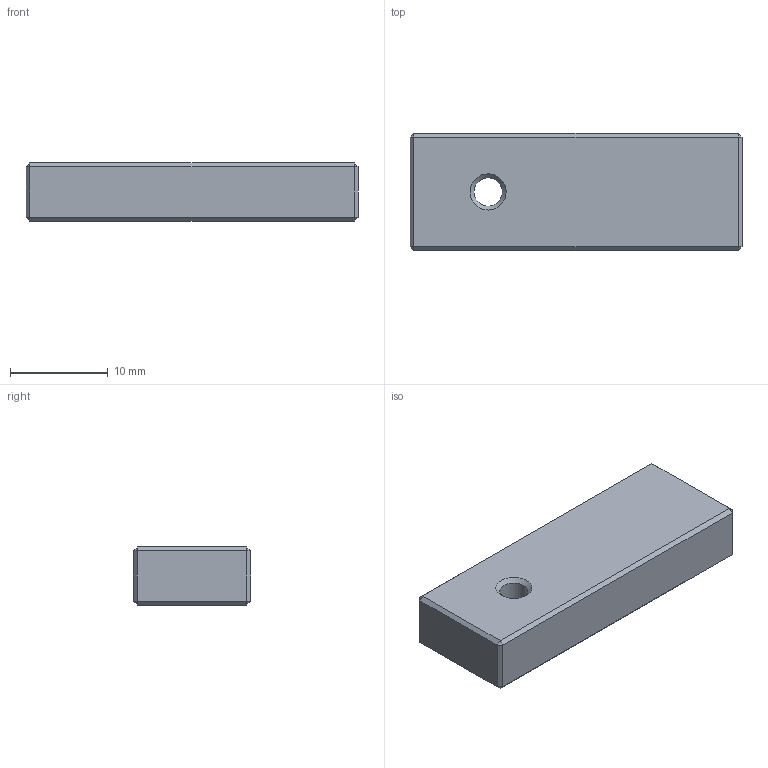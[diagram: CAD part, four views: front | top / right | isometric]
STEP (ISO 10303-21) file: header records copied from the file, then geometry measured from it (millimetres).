
FILE_DESCRIPTION(('FreeCAD Model'),'2;1');
FILE_NAME('Open CASCADE Shape Model','2024-05-21T21:04:30',(''),(''), 'Open CASCADE STEP processor 7.7','Ondsel','Unknown');
FILE_SCHEMA(('AUTOMOTIVE_DESIGN { 1 0 10303 214 1 1 1 1 }'));
Length unit declared in the file: millimetre
Products named in the file (2): BE_ExAligner; ExAligner-Body
Assembly tree (1 placements, depth 2):
  BE_ExAligner
    ExAligner-Body
Bounding box: 34 x 12 x 6 mm (x, y, z)
Volume: 2390.5 mm3; surface area: 1356.4 mm2
Topology: 1 solids, 1 shells, 29 faces, 55 edges, 28 vertices
Faces by surface type: plane 26, cone 2, cylinder 1
Full cylindrical faces by diameter (mm): 2.9 x1
Entity records: 729 total; most frequent: DIRECTION 121, CARTESIAN_POINT 114, ORIENTED_EDGE 110, EDGE_CURVE 55, LINE 51, VECTOR 51, AXIS2_PLACEMENT_3D 35, FACE_BOUND 31
